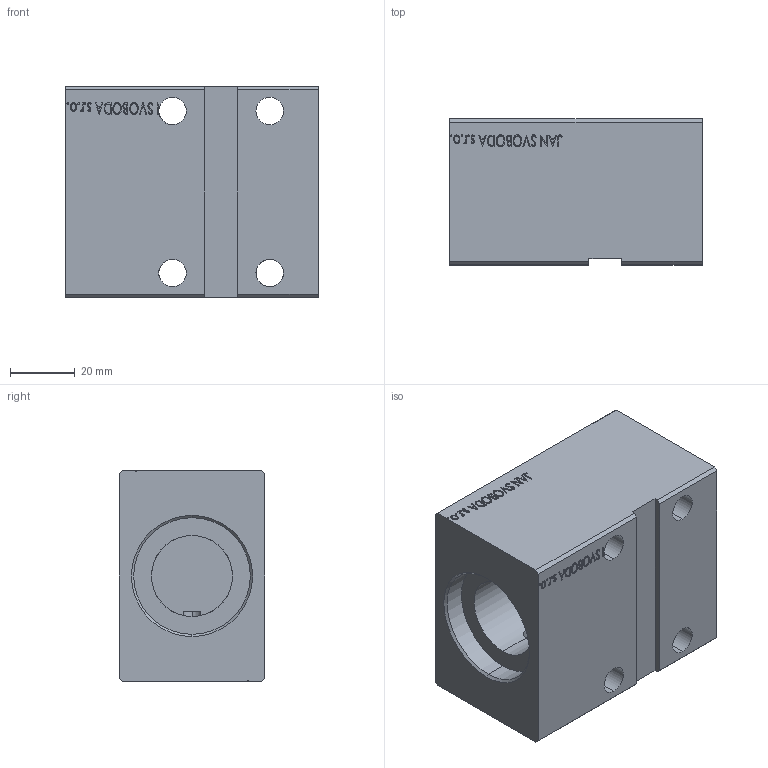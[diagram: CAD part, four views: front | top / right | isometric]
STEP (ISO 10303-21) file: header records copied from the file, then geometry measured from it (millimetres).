
FILE_DESCRIPTION (( 'STEP AP203' ), '1' );
FILE_NAME ('21a0.STEP', '2024-02-11T08:18:50', ( '' ), ( '' ), 'SwSTEP 2.0', 'SolidWorks 2019', '' );
FILE_SCHEMA (( 'CONFIG_CONTROL_DESIGN' ));
Length unit declared in the file: millimetre
Products named in the file (1): 21a0
Bounding box: 78 x 45 x 65 mm (x, y, z)
Volume: 177181.6 mm3; surface area: 33757.7 mm2
Topology: 1 solids, 1 shells, 754 faces, 1966 edges, 1309 vertices
Faces by surface type: bspline 370, plane 350, cylinder 32, cone 2
Entity records: 40423 total; most frequent: CARTESIAN_POINT 24280, ORIENTED_EDGE 3932, DIRECTION 2052, EDGE_CURVE 1966, VERTEX_POINT 1309, LINE 1154, VECTOR 1154, EDGE_LOOP 863
